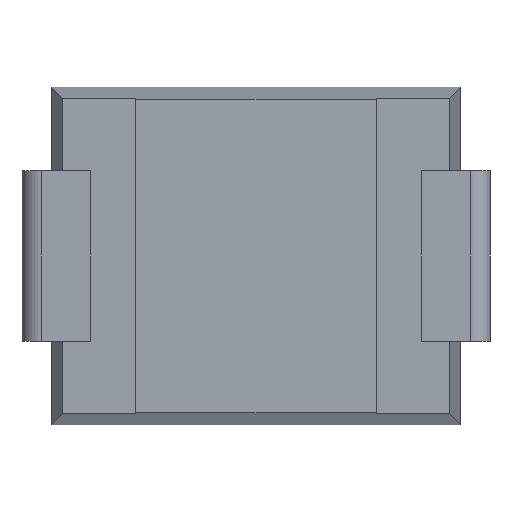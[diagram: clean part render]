
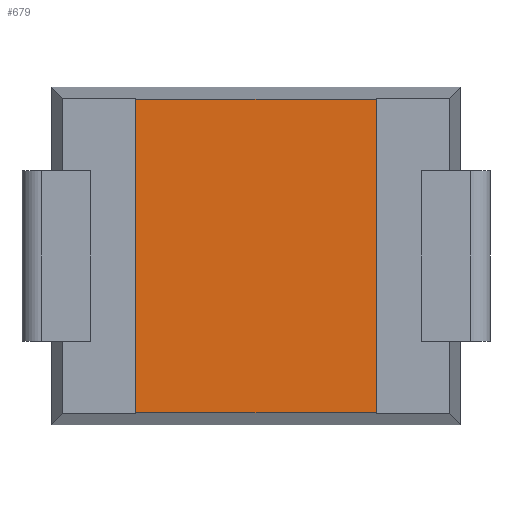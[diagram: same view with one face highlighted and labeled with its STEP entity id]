
A CAD part, front view. The second image highlights one B-rep face of the part: STEP entity #679.
In plain terms, the highlighted planar face has unit normal (0, -1, 0).
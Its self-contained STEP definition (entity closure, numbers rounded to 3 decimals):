
#4 = EDGE_CURVE ( 'NONE', #1004, #193, #214, .T. ) ;
#6 = CARTESIAN_POINT ( 'NONE',  ( -2.5, 0.2, 2.607 ) ) ;
#151 = VECTOR ( 'NONE', #1185, 1000. ) ;
#193 = VERTEX_POINT ( 'NONE', #635 ) ;
#214 = LINE ( 'NONE', #6, #151 ) ;
#223 = ORIENTED_EDGE ( 'NONE', *, *, #1198, .F. ) ;
#373 = DIRECTION ( 'NONE',  ( 0., 0., -1. ) ) ;
#379 = EDGE_LOOP ( 'NONE', ( #1268, #528, #1154, #223 ) ) ;
#412 = PLANE ( 'NONE',  #634 ) ;
#417 = DIRECTION ( 'NONE',  ( -1., 0., 0. ) ) ;
#474 = CARTESIAN_POINT ( 'NONE',  ( 0.75, 0.2, -2.81 ) ) ;
#507 = EDGE_CURVE ( 'NONE', #1208, #193, #1000, .T. ) ;
#528 = ORIENTED_EDGE ( 'NONE', *, *, #4, .F. ) ;
#634 = AXIS2_PLACEMENT_3D ( 'NONE', #703, #932, #722 ) ;
#635 = CARTESIAN_POINT ( 'NONE',  ( 0.75, 0.2, 2.607 ) ) ;
#639 = CARTESIAN_POINT ( 'NONE',  ( 0.75, 0.2, -2.607 ) ) ;
#679 = ADVANCED_FACE ( 'NONE', ( #823 ), #412, .F. ) ;
#703 = CARTESIAN_POINT ( 'NONE',  ( -2.5, 0.2, -1. ) ) ;
#722 = DIRECTION ( 'NONE',  ( 0., 0., 1. ) ) ;
#733 = LINE ( 'NONE', #1378, #1174 ) ;
#823 = FACE_OUTER_BOUND ( 'NONE', #379, .T. ) ;
#873 = EDGE_CURVE ( 'NONE', #1004, #1151, #1203, .T. ) ;
#889 = DIRECTION ( 'NONE',  ( 0., 0., 1. ) ) ;
#911 = VECTOR ( 'NONE', #373, 1000. ) ;
#932 = DIRECTION ( 'NONE',  ( 0., 1., 0. ) ) ;
#1000 = LINE ( 'NONE', #474, #1083 ) ;
#1004 = VERTEX_POINT ( 'NONE', #1239 ) ;
#1083 = VECTOR ( 'NONE', #889, 1000. ) ;
#1114 = CARTESIAN_POINT ( 'NONE',  ( -3.25, 0.2, -2.81 ) ) ;
#1151 = VERTEX_POINT ( 'NONE', #1263 ) ;
#1154 = ORIENTED_EDGE ( 'NONE', *, *, #873, .T. ) ;
#1174 = VECTOR ( 'NONE', #417, 1000. ) ;
#1185 = DIRECTION ( 'NONE',  ( 1., 0., 0. ) ) ;
#1198 = EDGE_CURVE ( 'NONE', #1208, #1151, #733, .T. ) ;
#1203 = LINE ( 'NONE', #1114, #911 ) ;
#1208 = VERTEX_POINT ( 'NONE', #639 ) ;
#1239 = CARTESIAN_POINT ( 'NONE',  ( -3.25, 0.2, 2.607 ) ) ;
#1263 = CARTESIAN_POINT ( 'NONE',  ( -3.25, 0.2, -2.607 ) ) ;
#1268 = ORIENTED_EDGE ( 'NONE', *, *, #507, .T. ) ;
#1378 = CARTESIAN_POINT ( 'NONE',  ( -2.5, 0.2, -2.607 ) ) ;
